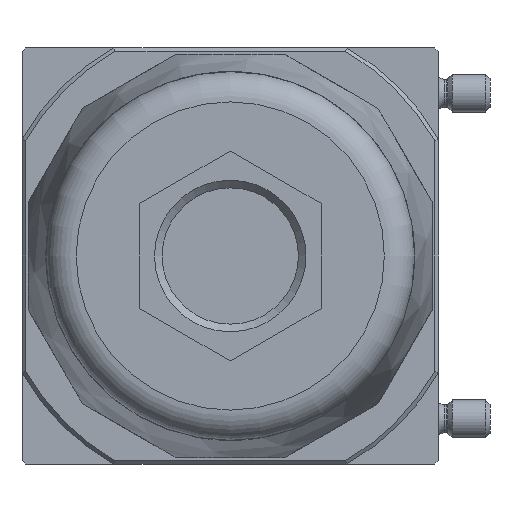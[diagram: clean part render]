
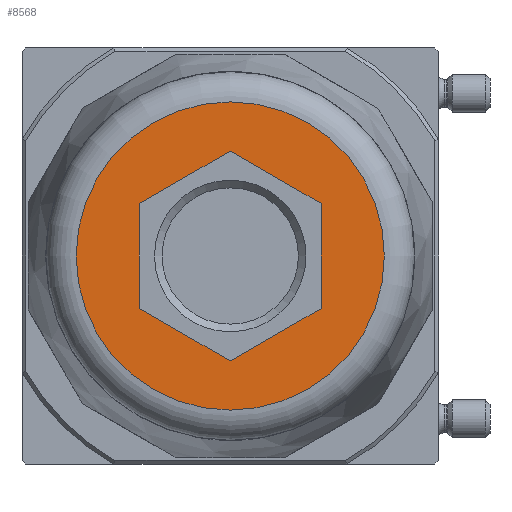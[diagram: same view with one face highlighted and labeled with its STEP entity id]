
A CAD part, front view. The second image highlights one B-rep face of the part: STEP entity #8568.
In plain terms, the highlighted planar face has unit normal (0, -1, 0).
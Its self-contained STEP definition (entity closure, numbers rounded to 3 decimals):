
#638=CIRCLE('',#9152,20.35);
#1886=ORIENTED_EDGE('',*,*,#3196,.T.);
#1887=ORIENTED_EDGE('',*,*,#3197,.T.);
#1888=ORIENTED_EDGE('',*,*,#3198,.T.);
#1889=ORIENTED_EDGE('',*,*,#3199,.T.);
#1890=ORIENTED_EDGE('',*,*,#3200,.T.);
#1891=ORIENTED_EDGE('',*,*,#3201,.T.);
#1892=ORIENTED_EDGE('',*,*,#3202,.T.);
#3196=EDGE_CURVE('',#3916,#3916,#638,.T.);
#3197=EDGE_CURVE('',#3917,#3918,#4337,.T.);
#3198=EDGE_CURVE('',#3918,#3919,#4338,.T.);
#3199=EDGE_CURVE('',#3919,#3920,#4339,.T.);
#3200=EDGE_CURVE('',#3920,#3921,#4340,.T.);
#3201=EDGE_CURVE('',#3921,#3922,#4341,.T.);
#3202=EDGE_CURVE('',#3922,#3917,#4342,.T.);
#3916=VERTEX_POINT('',#13009);
#3917=VERTEX_POINT('',#13011);
#3918=VERTEX_POINT('',#13012);
#3919=VERTEX_POINT('',#13014);
#3920=VERTEX_POINT('',#13016);
#3921=VERTEX_POINT('',#13018);
#3922=VERTEX_POINT('',#13020);
#4337=LINE('',#13010,#4740);
#4338=LINE('',#13013,#4741);
#4339=LINE('',#13015,#4742);
#4340=LINE('',#13017,#4743);
#4341=LINE('',#13019,#4744);
#4342=LINE('',#13021,#4745);
#4740=VECTOR('',#10514,1000.);
#4741=VECTOR('',#10515,1000.);
#4742=VECTOR('',#10516,1000.);
#4743=VECTOR('',#10517,1000.);
#4744=VECTOR('',#10518,1000.);
#4745=VECTOR('',#10519,1000.);
#5142=EDGE_LOOP('',(#1886));
#5143=EDGE_LOOP('',(#1887,#1888,#1889,#1890,#1891,#1892));
#5592=FACE_BOUND('',#5142,.T.);
#5593=FACE_BOUND('',#5143,.T.);
#5875=PLANE('',#9151);
#8568=ADVANCED_FACE('',(#5592,#5593),#5875,.T.);
#9151=AXIS2_PLACEMENT_3D('',#13007,#10510,#10511);
#9152=AXIS2_PLACEMENT_3D('',#13008,#10512,#10513);
#10510=DIRECTION('',(0.,-1.,0.));
#10511=DIRECTION('',(0.,0.,-1.));
#10512=DIRECTION('',(0.,-1.,0.));
#10513=DIRECTION('',(0.,0.,-1.));
#10514=DIRECTION('',(0.,0.,1.));
#10515=DIRECTION('',(0.866,0.,0.5));
#10516=DIRECTION('',(0.866,0.,-0.5));
#10517=DIRECTION('',(0.,0.,-1.));
#10518=DIRECTION('',(-0.866,0.,-0.5));
#10519=DIRECTION('',(-0.866,0.,0.5));
#13007=CARTESIAN_POINT('',(14.4,-146.,0.));
#13008=CARTESIAN_POINT('',(0.,-146.,0.));
#13009=CARTESIAN_POINT('',(0.,-146.,-20.35));
#13010=CARTESIAN_POINT('',(-12.,-146.,-6.928));
#13011=CARTESIAN_POINT('',(-12.,-146.,-6.928));
#13012=CARTESIAN_POINT('',(-12.,-146.,6.928));
#13013=CARTESIAN_POINT('',(-12.,-146.,6.928));
#13014=CARTESIAN_POINT('',(0.,-146.,13.856));
#13015=CARTESIAN_POINT('',(0.,-146.,13.856));
#13016=CARTESIAN_POINT('',(12.,-146.,6.928));
#13017=CARTESIAN_POINT('',(12.,-146.,6.928));
#13018=CARTESIAN_POINT('',(12.,-146.,-6.928));
#13019=CARTESIAN_POINT('',(12.,-146.,-6.928));
#13020=CARTESIAN_POINT('',(0.,-146.,-13.856));
#13021=CARTESIAN_POINT('',(0.,-146.,-13.856));
